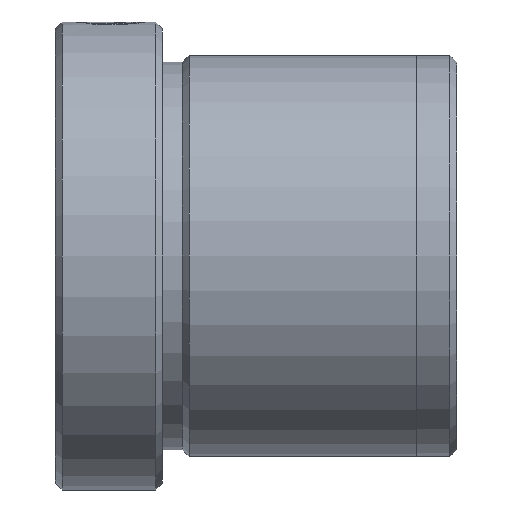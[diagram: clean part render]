
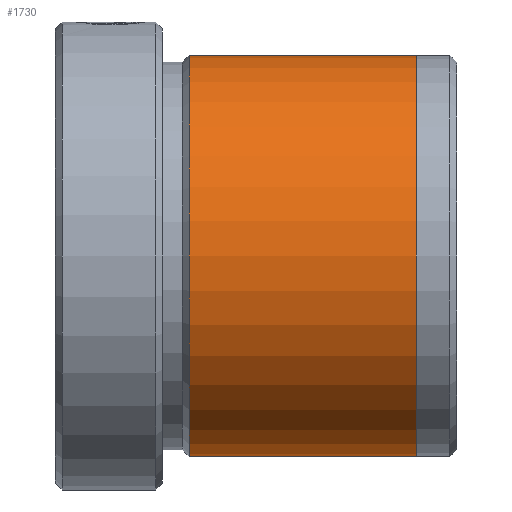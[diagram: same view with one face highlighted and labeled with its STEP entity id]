
A CAD part, left-side view. The second image highlights one B-rep face of the part: STEP entity #1730.
In plain terms, the highlighted cylindrical face has radius 15 mm (diameter 30 mm), a partial arc.
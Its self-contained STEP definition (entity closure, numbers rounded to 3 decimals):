
#20 = ORIENTED_EDGE ( 'NONE', *, *, #363, .F. ) ;
#127 = EDGE_LOOP ( 'NONE', ( #434, #1747, #244, #20 ) ) ;
#244 = ORIENTED_EDGE ( 'NONE', *, *, #1651, .T. ) ;
#307 = DIRECTION ( 'NONE',  ( 0., 0., 1. ) ) ;
#362 = CARTESIAN_POINT ( 'NONE',  ( 0., 0., -15. ) ) ;
#363 = EDGE_CURVE ( 'NONE', #999, #704, #1622, .T. ) ;
#412 = DIRECTION ( 'NONE',  ( 0., 1., 0. ) ) ;
#429 = AXIS2_PLACEMENT_3D ( 'NONE', #1512, #713, #1647 ) ;
#434 = ORIENTED_EDGE ( 'NONE', *, *, #627, .F. ) ;
#627 = EDGE_CURVE ( 'NONE', #1440, #999, #1165, .T. ) ;
#642 = CARTESIAN_POINT ( 'NONE',  ( 0., -10., 15. ) ) ;
#704 = VERTEX_POINT ( 'NONE', #642 ) ;
#713 = DIRECTION ( 'NONE',  ( 0., 1., 0. ) ) ;
#806 = VECTOR ( 'NONE', #1293, 1000. ) ;
#821 = CARTESIAN_POINT ( 'NONE',  ( 0., -27., 15. ) ) ;
#869 = CARTESIAN_POINT ( 'NONE',  ( 0., -10., -15. ) ) ;
#905 = EDGE_CURVE ( 'NONE', #1440, #1277, #1181, .T. ) ;
#941 = AXIS2_PLACEMENT_3D ( 'NONE', #1210, #412, #1339 ) ;
#999 = VERTEX_POINT ( 'NONE', #869 ) ;
#1017 = VECTOR ( 'NONE', #1084, 1000. ) ;
#1084 = DIRECTION ( 'NONE',  ( 0., 1., 0. ) ) ;
#1165 = LINE ( 'NONE', #362, #806 ) ;
#1181 = CIRCLE ( 'NONE', #429, 15. ) ;
#1210 = CARTESIAN_POINT ( 'NONE',  ( 0., -10., 0. ) ) ;
#1239 = CARTESIAN_POINT ( 'NONE',  ( 0., 0., 0. ) ) ;
#1277 = VERTEX_POINT ( 'NONE', #821 ) ;
#1282 = AXIS2_PLACEMENT_3D ( 'NONE', #1239, #1371, #307 ) ;
#1284 = FACE_OUTER_BOUND ( 'NONE', #127, .T. ) ;
#1293 = DIRECTION ( 'NONE',  ( 0., 1., 0. ) ) ;
#1339 = DIRECTION ( 'NONE',  ( 0., 0., 1. ) ) ;
#1371 = DIRECTION ( 'NONE',  ( 0., 1., 0. ) ) ;
#1406 = CARTESIAN_POINT ( 'NONE',  ( 0., -27., -15. ) ) ;
#1440 = VERTEX_POINT ( 'NONE', #1406 ) ;
#1447 = LINE ( 'NONE', #1613, #1017 ) ;
#1512 = CARTESIAN_POINT ( 'NONE',  ( 0., -27., 0. ) ) ;
#1594 = CYLINDRICAL_SURFACE ( 'NONE', #1282, 15. ) ;
#1613 = CARTESIAN_POINT ( 'NONE',  ( 0., 0., 15. ) ) ;
#1622 = CIRCLE ( 'NONE', #941, 15. ) ;
#1647 = DIRECTION ( 'NONE',  ( 0., 0., 1. ) ) ;
#1651 = EDGE_CURVE ( 'NONE', #1277, #704, #1447, .T. ) ;
#1730 = ADVANCED_FACE ( 'NONE', ( #1284 ), #1594, .T. ) ;
#1747 = ORIENTED_EDGE ( 'NONE', *, *, #905, .T. ) ;
